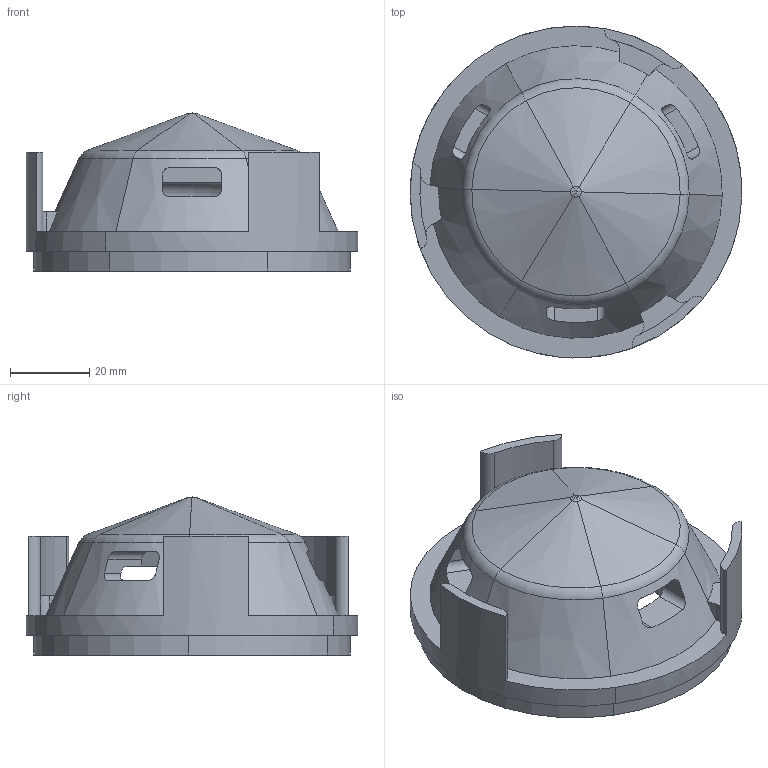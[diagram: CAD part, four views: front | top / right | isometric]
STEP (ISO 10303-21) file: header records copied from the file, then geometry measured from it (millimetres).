
FILE_DESCRIPTION(('CATIA V5 STEP Exchange'),'2;1');
FILE_NAME('ALPHA_SEPA_MAIN.stp','2025-04-29T08:34:03+00:00',('none'),('none'),'CATIA Version 5 Release 19 GA (IN-10)','CATIA V5 STEP AP203','none');
FILE_SCHEMA(('CONFIG_CONTROL_DESIGN'));
Length unit declared in the file: millimetre
Products named in the file (1): ALPHA_SEPA_MAIN
Bounding box: 83.99 x 83.99 x 40 mm (x, y, z)
Volume: 82820.9 mm3; surface area: 23163.9 mm2
Topology: 1 solids, 1 shells, 119 faces, 321 edges, 199 vertices
Faces by surface type: cylinder 54, plane 35, cone 12, torus 12, sphere 6
Entity records: 3461 total; most frequent: CARTESIAN_POINT 792, ORIENTED_EDGE 630, DIRECTION 395, EDGE_CURVE 315, AXIS2_PLACEMENT_3D 218, VERTEX_POINT 199, CIRCLE 156, EDGE_LOOP 126
